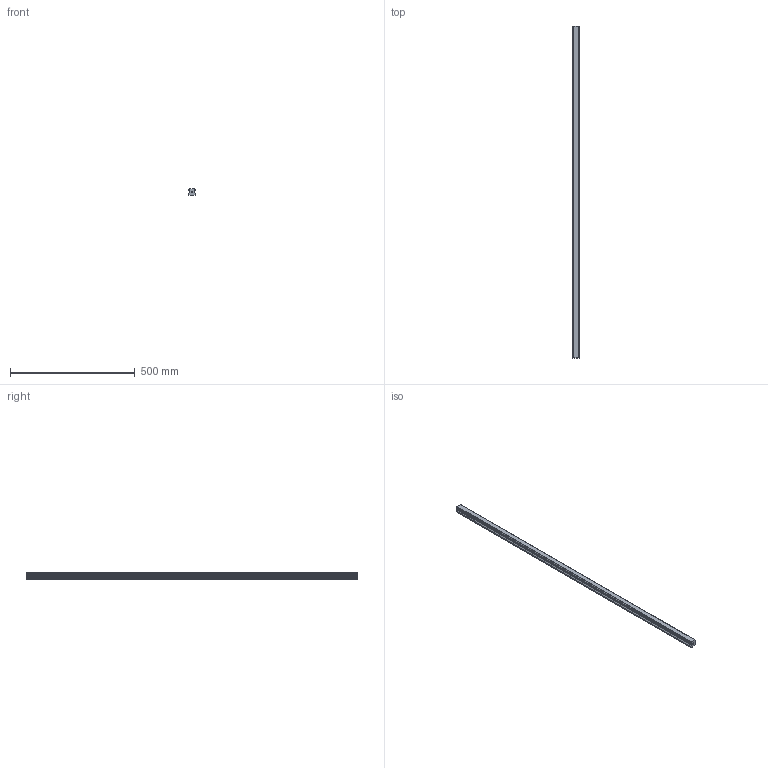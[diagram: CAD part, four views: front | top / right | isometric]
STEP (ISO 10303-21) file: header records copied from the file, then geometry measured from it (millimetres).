
FILE_DESCRIPTION(('STEP AP214'),'1');
FILE_NAME('cctmp_19577D13-43A8-47AA-B41D-EC3A65F14DC9_2021_01_26_13_52_06_0570..stp','2021-01-26T12:52:06',('HIWIN GmbH'),('CADClick - www.CADClick.com'),'Spatial InterOp 3D',' ','unknown authorization');
FILE_SCHEMA(('AUTOMOTIVE_DESIGN'));
Length unit declared in the file: millimetre
Products named in the file (1): HGR30T1330C_FILE
Bounding box: 28 x 1330 x 26 mm (x, y, z)
Volume: 806609 mm3; surface area: 153809.5 mm2
Topology: 1 solids, 1 shells, 183 faces, 497 edges, 303 vertices
Faces by surface type: plane 93, cylinder 56, cone 34
Entity records: 6961 total; most frequent: CARTESIAN_POINT 950, DIRECTION 943, ORIENTED_EDGE 926, EDGE_CURVE 463, LINE 351, VECTOR 351, VERTEX_POINT 303, AXIS2_PLACEMENT_3D 296
